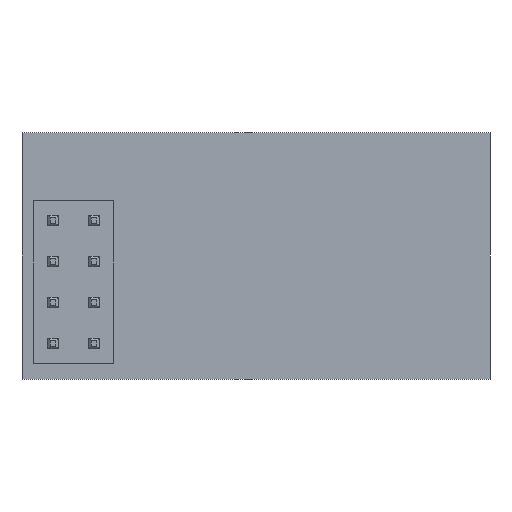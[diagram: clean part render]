
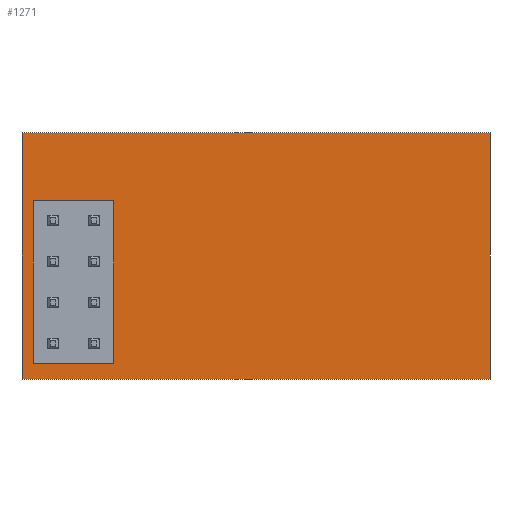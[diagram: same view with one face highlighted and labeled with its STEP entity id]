
A CAD part, front view. The second image highlights one B-rep face of the part: STEP entity #1271.
In plain terms, the highlighted planar face has unit normal (0, -1, 0).
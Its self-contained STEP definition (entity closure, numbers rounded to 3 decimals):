
#86 = VECTOR ( 'NONE', #2633, 1000. ) ;
#102 = EDGE_CURVE ( 'NONE', #391, #1873, #278, .T. ) ;
#278 = LINE ( 'NONE', #4007, #4645 ) ;
#304 = CARTESIAN_POINT ( 'NONE',  ( -15.056, 0., -7.175 ) ) ;
#391 = VERTEX_POINT ( 'NONE', #4966 ) ;
#501 = CARTESIAN_POINT ( 'NONE',  ( -9.366, 0., -6.175 ) ) ;
#506 = DIRECTION ( 'NONE',  ( 0., 0., -1. ) ) ;
#808 = LINE ( 'NONE', #891, #1712 ) ;
#853 = CARTESIAN_POINT ( 'NONE',  ( -14.356, 0., -6.175 ) ) ;
#891 = CARTESIAN_POINT ( 'NONE',  ( -14.356, 0., 3.895 ) ) ;
#980 = CARTESIAN_POINT ( 'NONE',  ( -9.366, 0., 3.895 ) ) ;
#1202 = VECTOR ( 'NONE', #3750, 1000. ) ;
#1264 = CARTESIAN_POINT ( 'NONE',  ( -14.356, 0., 3.895 ) ) ;
#1271 = ADVANCED_FACE ( 'NONE', ( #7435, #6262 ), #4768, .F. ) ;
#1334 = EDGE_CURVE ( 'NONE', #7313, #1585, #4429, .T. ) ;
#1423 = EDGE_CURVE ( 'NONE', #1585, #5880, #4330, .T. ) ;
#1531 = CARTESIAN_POINT ( 'NONE',  ( 13.944, 0., 8.125 ) ) ;
#1585 = VERTEX_POINT ( 'NONE', #501 ) ;
#1615 = EDGE_LOOP ( 'NONE', ( #6735, #4202, #5987, #7011 ) ) ;
#1712 = VECTOR ( 'NONE', #4914, 1000. ) ;
#1873 = VERTEX_POINT ( 'NONE', #1531 ) ;
#1882 = CARTESIAN_POINT ( 'NONE',  ( 0., 0., 0. ) ) ;
#1922 = VECTOR ( 'NONE', #4992, 1000. ) ;
#2457 = VERTEX_POINT ( 'NONE', #4444 ) ;
#2633 = DIRECTION ( 'NONE',  ( 0., 0., -1. ) ) ;
#2725 = CARTESIAN_POINT ( 'NONE',  ( -14.356, 0., 3.895 ) ) ;
#2740 = EDGE_CURVE ( 'NONE', #5880, #6311, #808, .T. ) ;
#2972 = LINE ( 'NONE', #304, #1202 ) ;
#3025 = DIRECTION ( 'NONE',  ( 0., 0., 1. ) ) ;
#3247 = AXIS2_PLACEMENT_3D ( 'NONE', #1882, #6507, #3025 ) ;
#3251 = CARTESIAN_POINT ( 'NONE',  ( -9.366, 0., 3.895 ) ) ;
#3530 = EDGE_CURVE ( 'NONE', #1873, #2457, #6472, .T. ) ;
#3567 = VECTOR ( 'NONE', #506, 1000. ) ;
#3750 = DIRECTION ( 'NONE',  ( 0., 0., 1. ) ) ;
#3837 = ORIENTED_EDGE ( 'NONE', *, *, #6034, .F. ) ;
#3858 = ORIENTED_EDGE ( 'NONE', *, *, #102, .F. ) ;
#4007 = CARTESIAN_POINT ( 'NONE',  ( -15.056, 0., 8.125 ) ) ;
#4055 = ORIENTED_EDGE ( 'NONE', *, *, #3530, .F. ) ;
#4202 = ORIENTED_EDGE ( 'NONE', *, *, #2740, .F. ) ;
#4330 = LINE ( 'NONE', #980, #1922 ) ;
#4429 = LINE ( 'NONE', #853, #4805 ) ;
#4444 = CARTESIAN_POINT ( 'NONE',  ( 13.944, 0., -7.175 ) ) ;
#4547 = EDGE_LOOP ( 'NONE', ( #5743, #3837, #4055, #3858 ) ) ;
#4645 = VECTOR ( 'NONE', #6974, 1000. ) ;
#4757 = EDGE_CURVE ( 'NONE', #6805, #391, #2972, .T. ) ;
#4768 = PLANE ( 'NONE',  #3247 ) ;
#4805 = VECTOR ( 'NONE', #6664, 1000. ) ;
#4914 = DIRECTION ( 'NONE',  ( -1., 0., 0. ) ) ;
#4966 = CARTESIAN_POINT ( 'NONE',  ( -15.056, 0., 8.125 ) ) ;
#4992 = DIRECTION ( 'NONE',  ( 0., 0., 1. ) ) ;
#5026 = CARTESIAN_POINT ( 'NONE',  ( -15.056, 0., -7.175 ) ) ;
#5311 = EDGE_CURVE ( 'NONE', #6311, #7313, #7382, .T. ) ;
#5508 = CARTESIAN_POINT ( 'NONE',  ( 13.944, 0., -7.175 ) ) ;
#5743 = ORIENTED_EDGE ( 'NONE', *, *, #4757, .F. ) ;
#5817 = LINE ( 'NONE', #5026, #7365 ) ;
#5880 = VERTEX_POINT ( 'NONE', #3251 ) ;
#5987 = ORIENTED_EDGE ( 'NONE', *, *, #1423, .F. ) ;
#6034 = EDGE_CURVE ( 'NONE', #2457, #6805, #5817, .T. ) ;
#6148 = CARTESIAN_POINT ( 'NONE',  ( -14.356, 0., -6.175 ) ) ;
#6262 = FACE_BOUND ( 'NONE', #1615, .T. ) ;
#6311 = VERTEX_POINT ( 'NONE', #1264 ) ;
#6472 = LINE ( 'NONE', #5508, #86 ) ;
#6507 = DIRECTION ( 'NONE',  ( 0., 1., 0. ) ) ;
#6664 = DIRECTION ( 'NONE',  ( 1., 0., 0. ) ) ;
#6735 = ORIENTED_EDGE ( 'NONE', *, *, #5311, .F. ) ;
#6787 = DIRECTION ( 'NONE',  ( -1., 0., 0. ) ) ;
#6795 = CARTESIAN_POINT ( 'NONE',  ( -15.056, 0., -7.175 ) ) ;
#6805 = VERTEX_POINT ( 'NONE', #6795 ) ;
#6974 = DIRECTION ( 'NONE',  ( 1., 0., 0. ) ) ;
#7011 = ORIENTED_EDGE ( 'NONE', *, *, #1334, .F. ) ;
#7313 = VERTEX_POINT ( 'NONE', #6148 ) ;
#7365 = VECTOR ( 'NONE', #6787, 1000. ) ;
#7382 = LINE ( 'NONE', #2725, #3567 ) ;
#7435 = FACE_OUTER_BOUND ( 'NONE', #4547, .T. ) ;
